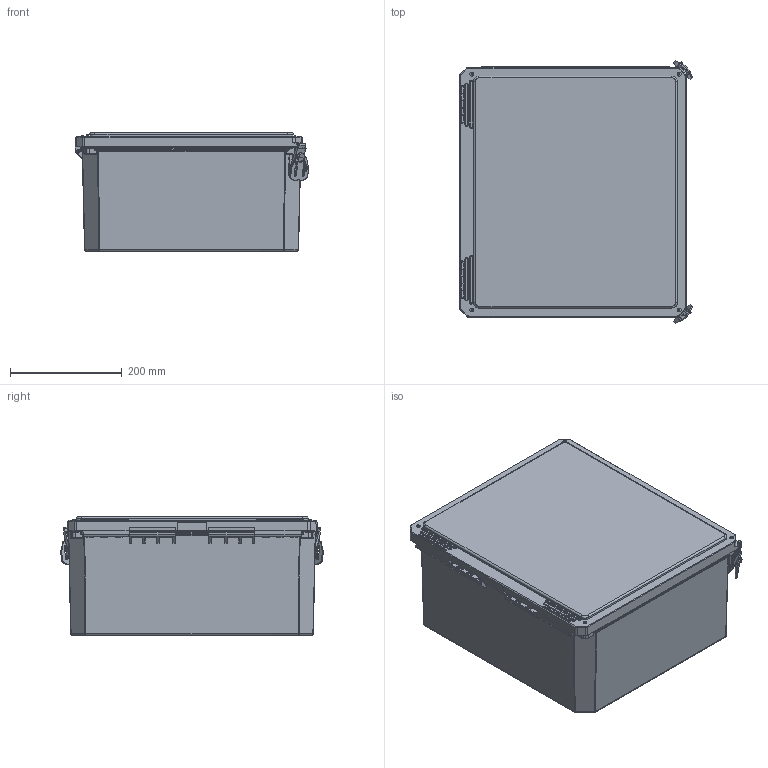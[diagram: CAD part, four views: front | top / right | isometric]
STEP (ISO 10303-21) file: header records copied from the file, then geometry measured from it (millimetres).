
FILE_DESCRIPTION (( 'STEP AP214' ), '1' );
FILE_NAME ('FR161408HLL.STEP', '2018-10-31T23:24:36', ( '' ), ( '' ), 'SwSTEP 2.0', 'SolidWorks 2018', '' );
FILE_SCHEMA (( 'AUTOMOTIVE_DESIGN' ));
Length unit declared in the file: inch
Products named in the file (1): FR161408HLL
Bounding box: 416.66 x 469.15 x 211.87 mm (x, y, z)
Volume: 3014182.2 mm3; surface area: 1452861.9 mm2
Topology: 37 solids, 37 shells, 2340 faces, 5729 edges, 3409 vertices
Faces by surface type: cylinder 920, plane 811, bspline 549, cone 48, torus 12
Full cylindrical faces by diameter (mm): 1.267 x4, 1.27 x2, 2.489 x4, 3.429 x4, 3.48 x4, 3.81 x4, 3.861 x8, 3.962 x16, 5.08 x4, 5.3 x4, 5.563 x2, 5.766 x2, 6.248 x16, 6.401 x4, 6.426 x4, 7.937 x1, 7.938 x1, 9.22 x2, 11.049 x2, 15.24 x2
Entity records: 124797 total; most frequent: CARTESIAN_POINT 45250, ORIENTED_EDGE 10994, DIRECTION 8371, EDGE_CURVE 5497, VERTEX_POINT 3376, AXIS2_PLACEMENT_3D 2814, LINE 2743, VECTOR 2743
